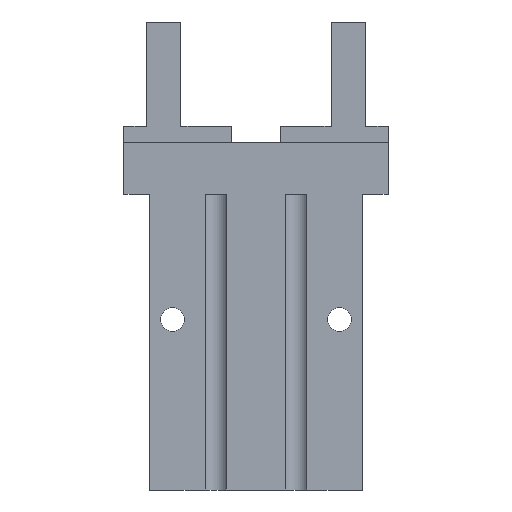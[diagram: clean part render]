
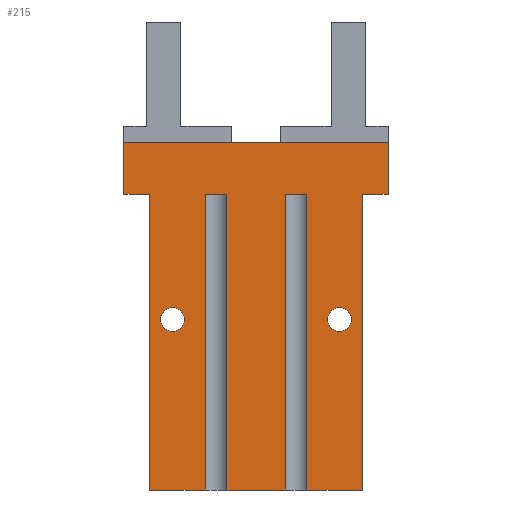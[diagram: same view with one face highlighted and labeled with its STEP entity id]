
A CAD part, left-side view. The second image highlights one B-rep face of the part: STEP entity #215.
In plain terms, the highlighted face is planar.
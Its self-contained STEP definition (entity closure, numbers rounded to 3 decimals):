
#215=ADVANCED_FACE('',(#451,#452,#453),#454,.F.);
#451=FACE_OUTER_BOUND('',#725,.T.);
#452=FACE_BOUND('',#726,.T.);
#453=FACE_BOUND('',#727,.T.);
#454=PLANE('',#728);
#725=EDGE_LOOP('',(#1148,#1149,#1150,#1151,#1152,#1153,#1154,#1155,#1156,#1157,#1158,#1159,#1160,#1161,#1162,#1163));
#726=EDGE_LOOP('',(#1164));
#727=EDGE_LOOP('',(#1165));
#728=AXIS2_PLACEMENT_3D('',#1166,#1167,#1168);
#1148=ORIENTED_EDGE('',*,*,#1695,.F.);
#1149=ORIENTED_EDGE('',*,*,#1696,.T.);
#1150=ORIENTED_EDGE('',*,*,#1566,.F.);
#1151=ORIENTED_EDGE('',*,*,#1644,.F.);
#1152=ORIENTED_EDGE('',*,*,#1697,.F.);
#1153=ORIENTED_EDGE('',*,*,#1635,.F.);
#1154=ORIENTED_EDGE('',*,*,#1673,.F.);
#1155=ORIENTED_EDGE('',*,*,#1698,.F.);
#1156=ORIENTED_EDGE('',*,*,#1699,.F.);
#1157=ORIENTED_EDGE('',*,*,#1653,.F.);
#1158=ORIENTED_EDGE('',*,*,#1574,.F.);
#1159=ORIENTED_EDGE('',*,*,#1700,.F.);
#1160=ORIENTED_EDGE('',*,*,#1701,.F.);
#1161=ORIENTED_EDGE('',*,*,#1702,.T.);
#1162=ORIENTED_EDGE('',*,*,#1570,.F.);
#1163=ORIENTED_EDGE('',*,*,#1608,.F.);
#1164=ORIENTED_EDGE('',*,*,#1703,.F.);
#1165=ORIENTED_EDGE('',*,*,#1704,.F.);
#1166=CARTESIAN_POINT('',(0.,15.3,-11.8));
#1167=DIRECTION('',(0.0,0.0,1.0));
#1168=DIRECTION('',(1.0,0.0,0.0));
#1566=EDGE_CURVE('',#1832,#1834,#1835,.T.);
#1570=EDGE_CURVE('',#1840,#1842,#1843,.T.);
#1574=EDGE_CURVE('',#1848,#1850,#1851,.T.);
#1608=EDGE_CURVE('',#1909,#1840,#1910,.T.);
#1635=EDGE_CURVE('',#1950,#1952,#1953,.T.);
#1644=EDGE_CURVE('',#1966,#1832,#1968,.T.);
#1653=EDGE_CURVE('',#1850,#1979,#1982,.T.);
#1673=EDGE_CURVE('',#2012,#1950,#2014,.T.);
#1695=EDGE_CURVE('',#2043,#1909,#2044,.T.);
#1696=EDGE_CURVE('',#2043,#1834,#2045,.T.);
#1697=EDGE_CURVE('',#1952,#1966,#2046,.T.);
#1698=EDGE_CURVE('',#2047,#2012,#2048,.T.);
#1699=EDGE_CURVE('',#1979,#2047,#2049,.T.);
#1700=EDGE_CURVE('',#2050,#1848,#2051,.T.);
#1701=EDGE_CURVE('',#2052,#2050,#2053,.T.);
#1702=EDGE_CURVE('',#2052,#1842,#2054,.T.);
#1703=EDGE_CURVE('',#2055,#2055,#2056,.F.);
#1704=EDGE_CURVE('',#2057,#2057,#2058,.F.);
#1832=VERTEX_POINT('',#2228);
#1834=VERTEX_POINT('',#2231);
#1835=LINE('',#2232,#2233);
#1840=VERTEX_POINT('',#2239);
#1842=VERTEX_POINT('',#2242);
#1843=LINE('',#2243,#2244);
#1848=VERTEX_POINT('',#2250);
#1850=VERTEX_POINT('',#2253);
#1851=LINE('',#2254,#2255);
#1909=VERTEX_POINT('',#2336);
#1910=LINE('',#2337,#2338);
#1950=VERTEX_POINT('',#2382);
#1952=VERTEX_POINT('',#2385);
#1953=LINE('',#2386,#2387);
#1966=VERTEX_POINT('',#2406);
#1968=LINE('',#2409,#2410);
#1979=VERTEX_POINT('',#2424);
#1982=LINE('',#2429,#2430);
#2012=VERTEX_POINT('',#2473);
#2014=LINE('',#2476,#2477);
#2043=VERTEX_POINT('',#2518);
#2044=LINE('',#2519,#2520);
#2045=LINE('',#2521,#2522);
#2046=LINE('',#2523,#2524);
#2047=VERTEX_POINT('',#2525);
#2048=LINE('',#2526,#2527);
#2049=LINE('',#2528,#2529);
#2050=VERTEX_POINT('',#2530);
#2051=LINE('',#2531,#2532);
#2052=VERTEX_POINT('',#2533);
#2053=LINE('',#2534,#2535);
#2054=LINE('',#2536,#2537);
#2055=VERTEX_POINT('',#2538);
#2056=CIRCLE('',#2539,1.7);
#2057=VERTEX_POINT('',#2540);
#2058=CIRCLE('',#2541,1.7);
#2228=CARTESIAN_POINT('',(42.5,-15.3,-11.8));
#2231=CARTESIAN_POINT('',(42.5,-7.3,-11.8));
#2232=CARTESIAN_POINT('',(42.5,-15.3,-11.8));
#2233=VECTOR('',#2747,1.0);
#2239=CARTESIAN_POINT('',(42.5,-4.3,-11.8));
#2242=CARTESIAN_POINT('',(42.5,4.3,-11.8));
#2243=CARTESIAN_POINT('',(42.5,-15.3,-11.8));
#2244=VECTOR('',#2753,1.0);
#2250=CARTESIAN_POINT('',(42.5,7.3,-11.8));
#2253=CARTESIAN_POINT('',(42.5,15.3,-11.8));
#2254=CARTESIAN_POINT('',(42.5,-15.3,-11.8));
#2255=VECTOR('',#2759,1.0);
#2336=CARTESIAN_POINT('',(0.,-4.3,-11.8));
#2337=CARTESIAN_POINT('',(-5.728,-4.3,-11.8));
#2338=VECTOR('',#2801,1.0);
#2382=CARTESIAN_POINT('',(-7.5,-19.0,-11.8));
#2385=CARTESIAN_POINT('',(0.,-19.0,-11.8));
#2386=CARTESIAN_POINT('',(-7.5,-19.0,-11.8));
#2387=VECTOR('',#2840,1.0);
#2406=CARTESIAN_POINT('',(0.,-15.3,-11.8));
#2409=CARTESIAN_POINT('',(0.,-15.3,-11.8));
#2410=VECTOR('',#2848,1.0);
#2424=CARTESIAN_POINT('',(0.0,15.3,-11.8));
#2429=CARTESIAN_POINT('',(42.5,15.3,-11.8));
#2430=VECTOR('',#2857,1.0);
#2473=CARTESIAN_POINT('',(-7.5,19.0,-11.8));
#2476=CARTESIAN_POINT('',(-7.5,19.0,-11.8));
#2477=VECTOR('',#2878,1.0);
#2518=CARTESIAN_POINT('',(0.,-7.3,-11.8));
#2519=CARTESIAN_POINT('',(0.0,-7.3,-11.8));
#2520=VECTOR('',#2894,1.0);
#2521=CARTESIAN_POINT('',(-5.728,-7.3,-11.8));
#2522=VECTOR('',#2895,1.0);
#2523=CARTESIAN_POINT('',(0.,-19.0,-11.8));
#2524=VECTOR('',#2896,1.0);
#2525=CARTESIAN_POINT('',(0.0,19.0,-11.8));
#2526=CARTESIAN_POINT('',(0.0,19.0,-11.8));
#2527=VECTOR('',#2897,1.0);
#2528=CARTESIAN_POINT('',(0.0,15.3,-11.8));
#2529=VECTOR('',#2898,1.0);
#2530=CARTESIAN_POINT('',(0.,7.3,-11.8));
#2531=CARTESIAN_POINT('',(-5.728,7.3,-11.8));
#2532=VECTOR('',#2899,1.0);
#2533=CARTESIAN_POINT('',(0.,4.3,-11.8));
#2534=CARTESIAN_POINT('',(0.0,7.3,-11.8));
#2535=VECTOR('',#2900,1.0);
#2536=CARTESIAN_POINT('',(-5.728,4.3,-11.8));
#2537=VECTOR('',#2901,1.0);
#2538=CARTESIAN_POINT('',(19.7,-12.0,-11.8));
#2539=AXIS2_PLACEMENT_3D('',#2902,#2903,#2904);
#2540=CARTESIAN_POINT('',(19.7,12.0,-11.8));
#2541=AXIS2_PLACEMENT_3D('',#2905,#2906,#2907);
#2747=DIRECTION('',(0.,1.0,0.0));
#2753=DIRECTION('',(0.,1.0,0.0));
#2759=DIRECTION('',(0.,1.0,0.0));
#2801=DIRECTION('',(1.0,0.,0.0));
#2840=DIRECTION('',(1.0,0.,0.0));
#2848=DIRECTION('',(1.0,0.,0.0));
#2857=DIRECTION('',(-1.0,0.,0.0));
#2878=DIRECTION('',(0.,-1.0,0.0));
#2894=DIRECTION('',(0.0,1.0,0.0));
#2895=DIRECTION('',(1.0,0.,0.0));
#2896=DIRECTION('',(0.,1.0,0.0));
#2897=DIRECTION('',(-1.0,0.,0.0));
#2898=DIRECTION('',(0.0,1.0,0.0));
#2899=DIRECTION('',(1.0,0.,0.0));
#2900=DIRECTION('',(0.0,1.0,0.0));
#2901=DIRECTION('',(1.0,0.,0.0));
#2902=CARTESIAN_POINT('',(18.0,-12.0,-11.8));
#2903=DIRECTION('',(0.0,0.0,1.0));
#2904=DIRECTION('',(1.0,0.0,0.0));
#2905=CARTESIAN_POINT('',(18.0,12.0,-11.8));
#2906=DIRECTION('',(0.0,0.0,1.0));
#2907=DIRECTION('',(1.0,0.0,0.0));
